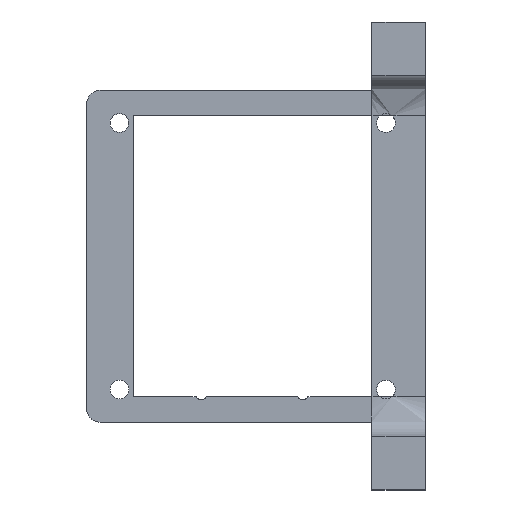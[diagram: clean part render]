
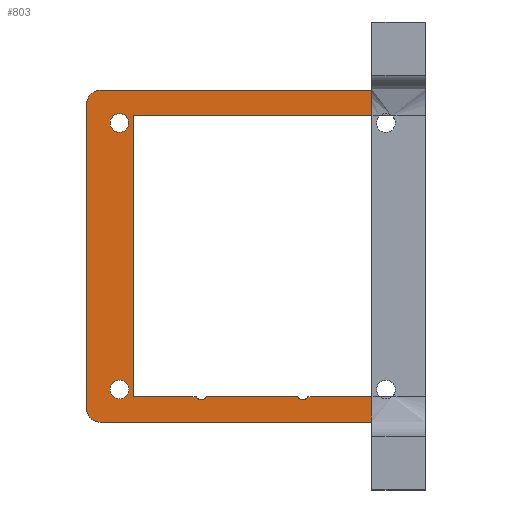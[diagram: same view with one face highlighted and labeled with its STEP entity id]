
A CAD part, top view. The second image highlights one B-rep face of the part: STEP entity #803.
In plain terms, the highlighted planar face has unit normal (0, 0, 1).
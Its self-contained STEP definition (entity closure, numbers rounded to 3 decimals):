
#24=FACE_BOUND('',#133,.T.);
#25=FACE_BOUND('',#134,.T.);
#85=FACE_OUTER_BOUND('',#132,.T.);
#132=EDGE_LOOP('',(#636,#637,#638,#639,#640,#641,#642,#643,#644,#645,#646,
#647,#648,#649));
#133=EDGE_LOOP('',(#650));
#134=EDGE_LOOP('',(#651));
#182=LINE('',#1206,#256);
#185=LINE('',#1217,#259);
#202=LINE('',#1290,#276);
#207=LINE('',#1305,#281);
#208=LINE('',#1309,#282);
#209=LINE('',#1313,#283);
#210=LINE('',#1315,#284);
#211=LINE('',#1316,#285);
#212=LINE('',#1318,#286);
#213=LINE('',#1322,#287);
#256=VECTOR('',#961,10.);
#259=VECTOR('',#970,10.);
#276=VECTOR('',#1013,10.);
#281=VECTOR('',#1030,10.);
#282=VECTOR('',#1033,10.);
#283=VECTOR('',#1036,10.);
#284=VECTOR('',#1037,10.);
#285=VECTOR('',#1038,10.);
#286=VECTOR('',#1039,10.);
#287=VECTOR('',#1042,10.);
#330=CIRCLE('',#879,0.9);
#331=CIRCLE('',#880,0.9);
#332=CIRCLE('',#881,2.);
#333=CIRCLE('',#882,2.);
#334=CIRCLE('',#883,1.4);
#335=CIRCLE('',#884,1.4);
#347=VERTEX_POINT('',#1138);
#364=VERTEX_POINT('',#1204);
#367=VERTEX_POINT('',#1213);
#369=VERTEX_POINT('',#1216);
#386=VERTEX_POINT('',#1289);
#390=VERTEX_POINT('',#1304);
#391=VERTEX_POINT('',#1306);
#392=VERTEX_POINT('',#1308);
#393=VERTEX_POINT('',#1310);
#394=VERTEX_POINT('',#1312);
#395=VERTEX_POINT('',#1314);
#396=VERTEX_POINT('',#1317);
#397=VERTEX_POINT('',#1319);
#398=VERTEX_POINT('',#1321);
#399=VERTEX_POINT('',#1324);
#400=VERTEX_POINT('',#1326);
#445=EDGE_CURVE('',#364,#347,#182,.T.);
#449=EDGE_CURVE('',#369,#367,#185,.T.);
#476=EDGE_CURVE('',#386,#364,#202,.T.);
#485=EDGE_CURVE('',#347,#390,#207,.T.);
#486=EDGE_CURVE('',#390,#391,#330,.T.);
#487=EDGE_CURVE('',#391,#392,#208,.T.);
#488=EDGE_CURVE('',#392,#393,#331,.T.);
#489=EDGE_CURVE('',#393,#394,#209,.T.);
#490=EDGE_CURVE('',#394,#395,#210,.T.);
#491=EDGE_CURVE('',#395,#369,#211,.T.);
#492=EDGE_CURVE('',#367,#396,#212,.T.);
#493=EDGE_CURVE('',#396,#397,#332,.T.);
#494=EDGE_CURVE('',#397,#398,#213,.T.);
#495=EDGE_CURVE('',#398,#386,#333,.T.);
#496=EDGE_CURVE('',#399,#399,#334,.T.);
#497=EDGE_CURVE('',#400,#400,#335,.T.);
#636=ORIENTED_EDGE('',*,*,#445,.T.);
#637=ORIENTED_EDGE('',*,*,#485,.T.);
#638=ORIENTED_EDGE('',*,*,#486,.T.);
#639=ORIENTED_EDGE('',*,*,#487,.T.);
#640=ORIENTED_EDGE('',*,*,#488,.T.);
#641=ORIENTED_EDGE('',*,*,#489,.T.);
#642=ORIENTED_EDGE('',*,*,#490,.T.);
#643=ORIENTED_EDGE('',*,*,#491,.T.);
#644=ORIENTED_EDGE('',*,*,#449,.T.);
#645=ORIENTED_EDGE('',*,*,#492,.T.);
#646=ORIENTED_EDGE('',*,*,#493,.T.);
#647=ORIENTED_EDGE('',*,*,#494,.T.);
#648=ORIENTED_EDGE('',*,*,#495,.T.);
#649=ORIENTED_EDGE('',*,*,#476,.T.);
#650=ORIENTED_EDGE('',*,*,#496,.T.);
#651=ORIENTED_EDGE('',*,*,#497,.T.);
#770=PLANE('',#878);
#803=ADVANCED_FACE('',(#85,#24,#25),#770,.T.);
#878=AXIS2_PLACEMENT_3D('',#1303,#1028,#1029);
#879=AXIS2_PLACEMENT_3D('',#1307,#1031,#1032);
#880=AXIS2_PLACEMENT_3D('',#1311,#1034,#1035);
#881=AXIS2_PLACEMENT_3D('',#1320,#1040,#1041);
#882=AXIS2_PLACEMENT_3D('',#1323,#1043,#1044);
#883=AXIS2_PLACEMENT_3D('',#1325,#1045,#1046);
#884=AXIS2_PLACEMENT_3D('',#1327,#1047,#1048);
#961=DIRECTION('',(0.,1.,0.));
#970=DIRECTION('',(0.,1.,0.));
#1013=DIRECTION('',(1.,0.,0.));
#1028=DIRECTION('center_axis',(0.,0.,1.));
#1029=DIRECTION('ref_axis',(1.,0.,0.));
#1030=DIRECTION('',(-1.,0.,0.));
#1031=DIRECTION('center_axis',(0.,0.,-1.));
#1032=DIRECTION('ref_axis',(-0.869,-0.496,0.));
#1033=DIRECTION('',(-1.,0.,0.));
#1034=DIRECTION('center_axis',(0.,0.,-1.));
#1035=DIRECTION('ref_axis',(-0.869,-0.496,0.));
#1036=DIRECTION('',(-1.,0.,0.));
#1037=DIRECTION('',(0.,1.,0.));
#1038=DIRECTION('',(1.,0.,0.));
#1039=DIRECTION('',(-1.,0.,0.));
#1040=DIRECTION('center_axis',(0.,0.,1.));
#1041=DIRECTION('ref_axis',(0.,-1.,0.));
#1042=DIRECTION('',(0.,-1.,0.));
#1043=DIRECTION('center_axis',(0.,0.,1.));
#1044=DIRECTION('ref_axis',(1.,0.,0.));
#1045=DIRECTION('center_axis',(0.,0.,-1.));
#1046=DIRECTION('ref_axis',(-1.,0.,0.));
#1047=DIRECTION('center_axis',(0.,0.,-1.));
#1048=DIRECTION('ref_axis',(-1.,0.,0.));
#1138=CARTESIAN_POINT('',(17.9,-21.066,5.));
#1204=CARTESIAN_POINT('',(17.9,-24.9,5.));
#1206=CARTESIAN_POINT('',(17.9,0.,5.));
#1213=CARTESIAN_POINT('',(17.9,24.9,5.));
#1216=CARTESIAN_POINT('',(17.9,21.066,5.));
#1217=CARTESIAN_POINT('',(17.9,0.,5.));
#1289=CARTESIAN_POINT('',(-22.9,-24.9,5.));
#1290=CARTESIAN_POINT('',(22.9,-24.9,5.));
#1303=CARTESIAN_POINT('Origin',(25.308,0.,
5.));
#1304=CARTESIAN_POINT('',(8.302,-21.066,5.));
#1305=CARTESIAN_POINT('',(16.805,-21.066,5.));
#1306=CARTESIAN_POINT('',(6.738,-21.066,5.));
#1307=CARTESIAN_POINT('Origin',(7.52,-20.62,5.));
#1308=CARTESIAN_POINT('',(-6.938,-21.066,5.));
#1309=CARTESIAN_POINT('',(9.185,-21.066,5.));
#1310=CARTESIAN_POINT('',(-8.502,-21.066,5.));
#1311=CARTESIAN_POINT('Origin',(-7.72,-20.62,5.));
#1312=CARTESIAN_POINT('',(-17.9,-21.066,5.));
#1313=CARTESIAN_POINT('',(3.704,-21.066,5.));
#1314=CARTESIAN_POINT('',(-17.9,21.066,5.));
#1315=CARTESIAN_POINT('',(-17.9,10.533,5.));
#1316=CARTESIAN_POINT('',(21.604,21.066,5.));
#1317=CARTESIAN_POINT('',(-22.9,24.9,5.));
#1318=CARTESIAN_POINT('',(25.9,24.9,5.));
#1319=CARTESIAN_POINT('',(-24.9,22.9,5.));
#1320=CARTESIAN_POINT('Origin',(-22.9,22.9,5.));
#1321=CARTESIAN_POINT('',(-24.9,-22.9,5.));
#1322=CARTESIAN_POINT('',(-24.9,-22.9,5.));
#1323=CARTESIAN_POINT('Origin',(-22.9,-22.9,5.));
#1324=CARTESIAN_POINT('',(-18.6,20.,5.));
#1325=CARTESIAN_POINT('Origin',(-20.,20.,5.));
#1326=CARTESIAN_POINT('',(-18.6,-20.,5.));
#1327=CARTESIAN_POINT('Origin',(-20.,-20.,5.));
